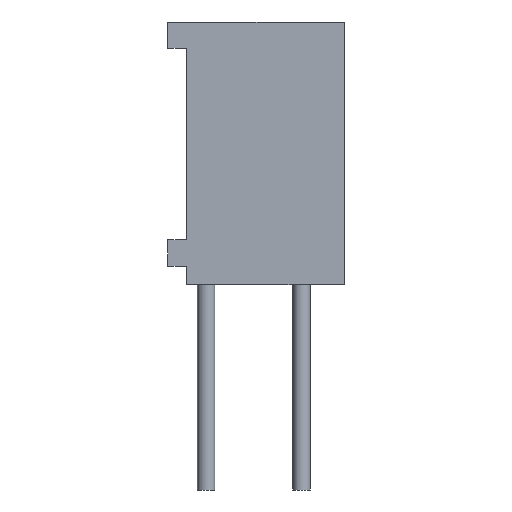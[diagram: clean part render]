
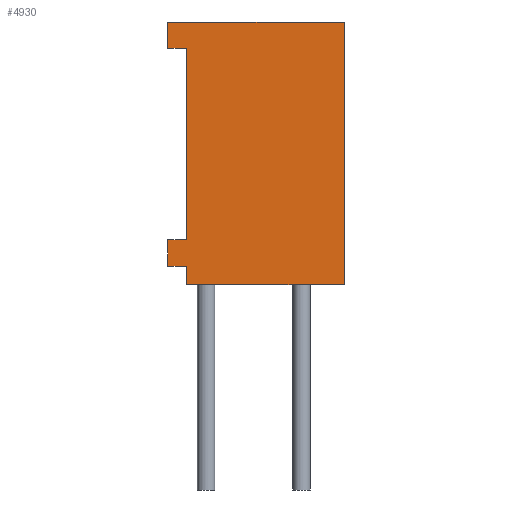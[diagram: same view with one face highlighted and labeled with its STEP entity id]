
A CAD part, left-side view. The second image highlights one B-rep face of the part: STEP entity #4930.
In plain terms, the highlighted planar face has unit normal (-1, 0, 0).
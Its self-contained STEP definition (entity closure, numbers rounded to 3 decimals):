
#293=LINE('',#7572,#694);
#297=LINE('',#7580,#698);
#312=LINE('',#7610,#713);
#316=LINE('',#7618,#717);
#319=LINE('',#7624,#720);
#478=LINE('',#7994,#879);
#482=LINE('',#8019,#883);
#483=LINE('',#8021,#884);
#487=LINE('',#8029,#888);
#488=LINE('',#8031,#889);
#694=VECTOR('',#5530,1000.);
#698=VECTOR('',#5534,1000.);
#713=VECTOR('',#5557,1000.);
#717=VECTOR('',#5565,1000.);
#720=VECTOR('',#5570,1000.);
#879=VECTOR('',#5891,1000.);
#883=VECTOR('',#5935,1000.);
#884=VECTOR('',#5938,1000.);
#888=VECTOR('',#5946,1000.);
#889=VECTOR('',#5947,1000.);
#1715=ORIENTED_EDGE('',*,*,#2371,.T.);
#1716=ORIENTED_EDGE('',*,*,#2170,.F.);
#1717=ORIENTED_EDGE('',*,*,#2151,.T.);
#1718=ORIENTED_EDGE('',*,*,#2353,.T.);
#1719=ORIENTED_EDGE('',*,*,#2376,.F.);
#1720=ORIENTED_EDGE('',*,*,#2377,.F.);
#1721=ORIENTED_EDGE('',*,*,#2372,.T.);
#1722=ORIENTED_EDGE('',*,*,#2177,.F.);
#1723=ORIENTED_EDGE('',*,*,#2155,.T.);
#1724=ORIENTED_EDGE('',*,*,#2174,.T.);
#2151=EDGE_CURVE('',#2560,#2559,#293,.T.);
#2155=EDGE_CURVE('',#2564,#2563,#297,.T.);
#2170=EDGE_CURVE('',#2560,#2574,#312,.T.);
#2174=EDGE_CURVE('',#2563,#2576,#316,.T.);
#2177=EDGE_CURVE('',#2564,#2578,#319,.T.);
#2353=EDGE_CURVE('',#2559,#2704,#478,.T.);
#2371=EDGE_CURVE('',#2576,#2574,#482,.T.);
#2372=EDGE_CURVE('',#2706,#2578,#483,.T.);
#2376=EDGE_CURVE('',#2708,#2704,#487,.T.);
#2377=EDGE_CURVE('',#2706,#2708,#488,.T.);
#2559=VERTEX_POINT('',#7571);
#2560=VERTEX_POINT('',#7573);
#2563=VERTEX_POINT('',#7579);
#2564=VERTEX_POINT('',#7581);
#2574=VERTEX_POINT('',#7608);
#2576=VERTEX_POINT('',#7617);
#2578=VERTEX_POINT('',#7622);
#2704=VERTEX_POINT('',#7993);
#2706=VERTEX_POINT('',#8022);
#2708=VERTEX_POINT('',#8030);
#2968=EDGE_LOOP('',(#1715,#1716,#1717,#1718,#1719,#1720,#1721,#1722,#1723,
#1724));
#3189=FACE_BOUND('',#2968,.T.);
#3367=PLANE('',#5140);
#4930=ADVANCED_FACE('',(#3189),#3367,.T.);
#5140=AXIS2_PLACEMENT_3D('',#8028,#5944,#5945);
#5530=DIRECTION('',(0.,0.,-1.));
#5534=DIRECTION('',(0.,0.,-1.));
#5557=DIRECTION('',(0.,1.,0.));
#5565=DIRECTION('',(0.,1.,0.));
#5570=DIRECTION('',(0.,1.,0.));
#5891=DIRECTION('',(0.,-1.,0.));
#5935=DIRECTION('',(0.,0.,-1.));
#5938=DIRECTION('',(0.,0.,-1.));
#5944=DIRECTION('',(-1.,0.,0.));
#5945=DIRECTION('',(0.,0.,1.));
#5946=DIRECTION('',(0.,0.,-1.));
#5947=DIRECTION('',(0.,-1.,0.));
#7571=CARTESIAN_POINT('',(-3.3,4.2,-3.5));
#7572=CARTESIAN_POINT('',(-3.3,4.2,-3.5));
#7573=CARTESIAN_POINT('',(-3.3,4.2,-3.));
#7579=CARTESIAN_POINT('',(-3.3,4.2,-2.3));
#7580=CARTESIAN_POINT('',(-3.3,4.2,2.8));
#7581=CARTESIAN_POINT('',(-3.3,4.2,2.8));
#7608=CARTESIAN_POINT('',(-3.3,4.7,-3.));
#7610=CARTESIAN_POINT('',(-3.3,4.2,-3.));
#7617=CARTESIAN_POINT('',(-3.3,4.7,-2.3));
#7618=CARTESIAN_POINT('',(-3.3,4.2,-2.3));
#7622=CARTESIAN_POINT('',(-3.3,4.7,2.8));
#7624=CARTESIAN_POINT('',(-3.3,4.2,2.8));
#7993=CARTESIAN_POINT('',(-3.3,0.,-3.5));
#7994=CARTESIAN_POINT('',(-3.3,4.7,-3.5));
#8019=CARTESIAN_POINT('',(-3.3,4.7,3.5));
#8021=CARTESIAN_POINT('',(-3.3,4.7,3.5));
#8022=CARTESIAN_POINT('',(-3.3,4.7,3.5));
#8028=CARTESIAN_POINT('',(-3.3,4.7,3.5));
#8029=CARTESIAN_POINT('',(-3.3,0.,3.5));
#8030=CARTESIAN_POINT('',(-3.3,0.,3.5));
#8031=CARTESIAN_POINT('',(-3.3,4.7,3.5));
